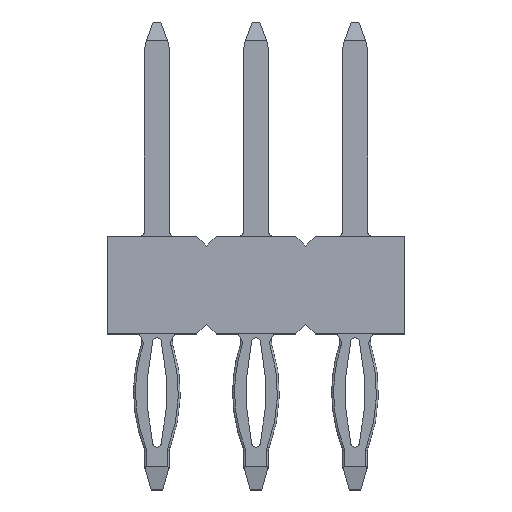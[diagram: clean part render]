
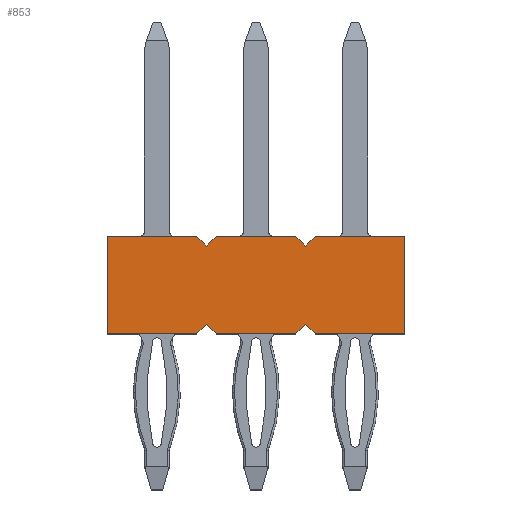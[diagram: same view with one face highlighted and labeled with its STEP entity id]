
A CAD part, top view. The second image highlights one B-rep face of the part: STEP entity #853.
In plain terms, the highlighted planar face has unit normal (0, 0, 1).
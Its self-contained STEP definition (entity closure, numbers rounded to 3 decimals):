
#853=ADVANCED_FACE('',(#1381),#1225,.T.);
#1225=PLANE('',#6814);
#1381=FACE_OUTER_BOUND('',#1741,.T.);
#1741=EDGE_LOOP('',(#2137,#2138,#2139,#2140,#2141,#2142,#2143,#2144,#2145,
#2146,#2147,#2148,#2149,#2150,#2151,#2152));
#2137=ORIENTED_EDGE('',*,*,#4791,.T.);
#2138=ORIENTED_EDGE('',*,*,#4792,.T.);
#2139=ORIENTED_EDGE('',*,*,#4793,.T.);
#2140=ORIENTED_EDGE('',*,*,#4794,.F.);
#2141=ORIENTED_EDGE('',*,*,#4795,.T.);
#2142=ORIENTED_EDGE('',*,*,#4796,.T.);
#2143=ORIENTED_EDGE('',*,*,#4797,.T.);
#2144=ORIENTED_EDGE('',*,*,#4798,.T.);
#2145=ORIENTED_EDGE('',*,*,#4799,.T.);
#2146=ORIENTED_EDGE('',*,*,#4800,.T.);
#2147=ORIENTED_EDGE('',*,*,#4801,.T.);
#2148=ORIENTED_EDGE('',*,*,#4802,.F.);
#2149=ORIENTED_EDGE('',*,*,#4803,.T.);
#2150=ORIENTED_EDGE('',*,*,#4804,.T.);
#2151=ORIENTED_EDGE('',*,*,#4805,.T.);
#2152=ORIENTED_EDGE('',*,*,#4806,.T.);
#4141=VERTEX_POINT('',#9812);
#4142=VERTEX_POINT('',#9813);
#4143=VERTEX_POINT('',#9815);
#4144=VERTEX_POINT('',#9817);
#4145=VERTEX_POINT('',#9819);
#4146=VERTEX_POINT('',#9821);
#4147=VERTEX_POINT('',#9823);
#4148=VERTEX_POINT('',#9825);
#4149=VERTEX_POINT('',#9827);
#4150=VERTEX_POINT('',#9829);
#4151=VERTEX_POINT('',#9831);
#4152=VERTEX_POINT('',#9833);
#4153=VERTEX_POINT('',#9835);
#4154=VERTEX_POINT('',#9837);
#4155=VERTEX_POINT('',#9839);
#4156=VERTEX_POINT('',#9841);
#4791=EDGE_CURVE('',#4141,#4142,#5793,.T.);
#4792=EDGE_CURVE('',#4142,#4143,#5794,.T.);
#4793=EDGE_CURVE('',#4143,#4144,#5795,.T.);
#4794=EDGE_CURVE('',#4145,#4144,#5796,.T.);
#4795=EDGE_CURVE('',#4145,#4146,#5797,.T.);
#4796=EDGE_CURVE('',#4146,#4147,#5798,.T.);
#4797=EDGE_CURVE('',#4147,#4148,#5799,.T.);
#4798=EDGE_CURVE('',#4148,#4149,#5800,.T.);
#4799=EDGE_CURVE('',#4149,#4150,#5801,.T.);
#4800=EDGE_CURVE('',#4150,#4151,#5802,.T.);
#4801=EDGE_CURVE('',#4151,#4152,#5803,.T.);
#4802=EDGE_CURVE('',#4153,#4152,#5804,.T.);
#4803=EDGE_CURVE('',#4153,#4154,#5805,.T.);
#4804=EDGE_CURVE('',#4154,#4155,#5806,.T.);
#4805=EDGE_CURVE('',#4155,#4156,#5807,.T.);
#4806=EDGE_CURVE('',#4156,#4141,#5808,.T.);
#5793=LINE('',#9811,#6303);
#5794=LINE('',#9814,#6304);
#5795=LINE('',#9816,#6305);
#5796=LINE('',#9818,#6306);
#5797=LINE('',#9820,#6307);
#5798=LINE('',#9822,#6308);
#5799=LINE('',#9824,#6309);
#5800=LINE('',#9826,#6310);
#5801=LINE('',#9828,#6311);
#5802=LINE('',#9830,#6312);
#5803=LINE('',#9832,#6313);
#5804=LINE('',#9834,#6314);
#5805=LINE('',#9836,#6315);
#5806=LINE('',#9838,#6316);
#5807=LINE('',#9840,#6317);
#5808=LINE('',#9842,#6318);
#6303=VECTOR('',#7644,1.);
#6304=VECTOR('',#7645,1.);
#6305=VECTOR('',#7646,1.);
#6306=VECTOR('',#7647,1.);
#6307=VECTOR('',#7648,1.);
#6308=VECTOR('',#7649,1.);
#6309=VECTOR('',#7650,1.);
#6310=VECTOR('',#7651,1.);
#6311=VECTOR('',#7652,1.);
#6312=VECTOR('',#7653,1.);
#6313=VECTOR('',#7654,1.);
#6314=VECTOR('',#7655,1.);
#6315=VECTOR('',#7656,1.);
#6316=VECTOR('',#7657,1.);
#6317=VECTOR('',#7658,1.);
#6318=VECTOR('',#7659,1.);
#6814=AXIS2_PLACEMENT_3D('',#9843,#7660,#7661);
#7644=DIRECTION('',(-0.707,-0.707,0.));
#7645=DIRECTION('',(-0.707,0.707,0.));
#7646=DIRECTION('',(-1.,0.,0.));
#7647=DIRECTION('',(0.,1.,0.));
#7648=DIRECTION('',(1.,0.,0.));
#7649=DIRECTION('',(0.707,0.707,0.));
#7650=DIRECTION('',(0.707,-0.707,0.));
#7651=DIRECTION('',(1.,0.,0.));
#7652=DIRECTION('',(0.707,0.707,0.));
#7653=DIRECTION('',(0.707,-0.707,0.));
#7654=DIRECTION('',(1.,0.,0.));
#7655=DIRECTION('',(0.,-1.,0.));
#7656=DIRECTION('',(-1.,0.,0.));
#7657=DIRECTION('',(-0.707,-0.707,0.));
#7658=DIRECTION('',(-0.707,0.707,0.));
#7659=DIRECTION('',(-1.,0.,0.));
#7660=DIRECTION('',(0.,0.,1.));
#7661=DIRECTION('',(1.,0.,0.));
#9811=CARTESIAN_POINT('',(0.364,0.976,1.25));
#9812=CARTESIAN_POINT('',(0.364,0.976,1.25));
#9813=CARTESIAN_POINT('',(0.114,0.726,1.25));
#9814=CARTESIAN_POINT('',(0.114,0.726,1.25));
#9815=CARTESIAN_POINT('',(-0.136,0.976,1.25));
#9816=CARTESIAN_POINT('',(-4.966,0.976,1.25));
#9817=CARTESIAN_POINT('',(-2.426,0.976,1.25));
#9818=CARTESIAN_POINT('',(-2.426,-1.524,1.25));
#9819=CARTESIAN_POINT('',(-2.426,-1.524,1.25));
#9820=CARTESIAN_POINT('',(-4.966,-1.524,1.25));
#9821=CARTESIAN_POINT('',(-0.136,-1.524,1.25));
#9822=CARTESIAN_POINT('',(-0.136,-1.524,1.25));
#9823=CARTESIAN_POINT('',(0.114,-1.274,1.25));
#9824=CARTESIAN_POINT('',(0.114,-1.274,1.25));
#9825=CARTESIAN_POINT('',(0.364,-1.524,1.25));
#9826=CARTESIAN_POINT('',(-4.966,-1.524,1.25));
#9827=CARTESIAN_POINT('',(2.404,-1.524,1.25));
#9828=CARTESIAN_POINT('',(2.404,-1.524,1.25));
#9829=CARTESIAN_POINT('',(2.654,-1.274,1.25));
#9830=CARTESIAN_POINT('',(2.654,-1.274,1.25));
#9831=CARTESIAN_POINT('',(2.904,-1.524,1.25));
#9832=CARTESIAN_POINT('',(-2.426,-1.524,1.25));
#9833=CARTESIAN_POINT('',(5.194,-1.524,1.25));
#9834=CARTESIAN_POINT('',(5.194,-1.524,1.25));
#9835=CARTESIAN_POINT('',(5.194,0.976,1.25));
#9836=CARTESIAN_POINT('',(-2.426,0.976,1.25));
#9837=CARTESIAN_POINT('',(2.904,0.976,1.25));
#9838=CARTESIAN_POINT('',(2.904,0.976,1.25));
#9839=CARTESIAN_POINT('',(2.654,0.726,1.25));
#9840=CARTESIAN_POINT('',(2.654,0.726,1.25));
#9841=CARTESIAN_POINT('',(2.404,0.976,1.25));
#9842=CARTESIAN_POINT('',(-4.966,0.976,1.25));
#9843=CARTESIAN_POINT('',(-4.966,-1.524,1.25));
